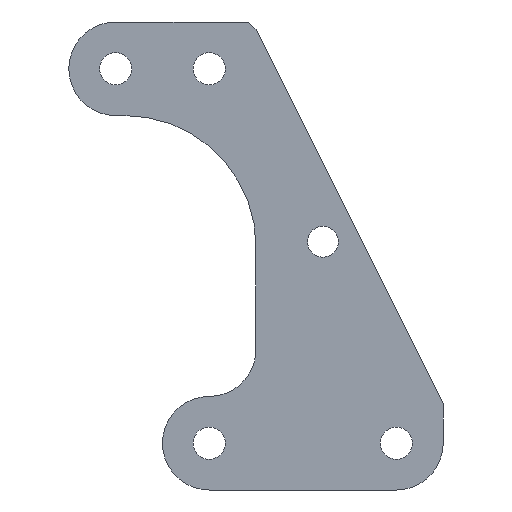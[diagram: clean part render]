
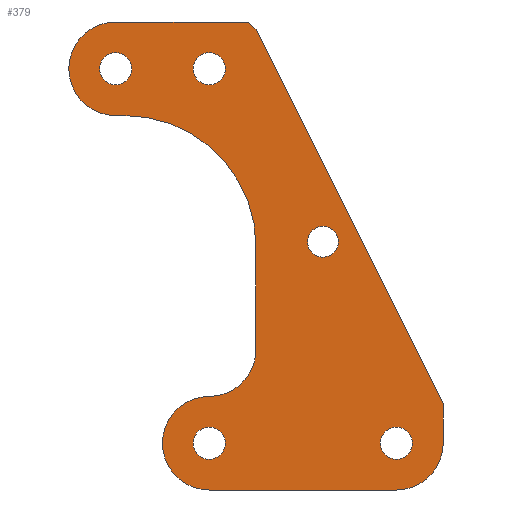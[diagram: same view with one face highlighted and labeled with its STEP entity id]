
A CAD part, front view. The second image highlights one B-rep face of the part: STEP entity #379.
In plain terms, the highlighted planar face has unit normal (0, -1, 0).
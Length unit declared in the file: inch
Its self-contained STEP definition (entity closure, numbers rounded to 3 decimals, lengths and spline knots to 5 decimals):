
#20=FACE_BOUND('',#77,.T.);
#21=FACE_BOUND('',#78,.T.);
#22=FACE_BOUND('',#79,.T.);
#23=FACE_BOUND('',#80,.T.);
#24=FACE_BOUND('',#81,.T.);
#33=PLANE('',#440);
#52=FACE_OUTER_BOUND('',#76,.T.);
#76=EDGE_LOOP('',(#334,#335,#336,#337,#338,#339,#340,#341,#342,#343,#344,
#345));
#77=EDGE_LOOP('',(#346));
#78=EDGE_LOOP('',(#347));
#79=EDGE_LOOP('',(#348));
#80=EDGE_LOOP('',(#349));
#81=EDGE_LOOP('',(#350));
#87=LINE('',#586,#118);
#92=LINE('',#600,#123);
#97=LINE('',#618,#128);
#101=LINE('',#630,#132);
#104=LINE('',#636,#135);
#107=LINE('',#642,#138);
#110=LINE('',#648,#141);
#118=VECTOR('',#480,0.3937);
#123=VECTOR('',#493,0.3937);
#128=VECTOR('',#512,0.3937);
#132=VECTOR('',#524,0.3937);
#135=VECTOR('',#529,0.3937);
#138=VECTOR('',#534,0.3937);
#141=VECTOR('',#539,0.3937);
#145=CIRCLE('',#404,0.086);
#147=CIRCLE('',#407,0.086);
#149=CIRCLE('',#410,0.086);
#151=CIRCLE('',#413,0.0825);
#153=CIRCLE('',#416,0.086);
#154=CIRCLE('',#419,0.7);
#156=CIRCLE('',#423,0.25);
#158=CIRCLE('',#426,0.25);
#160=CIRCLE('',#430,0.25);
#162=CIRCLE('',#437,0.25);
#165=VERTEX_POINT('',#556);
#167=VERTEX_POINT('',#562);
#169=VERTEX_POINT('',#568);
#171=VERTEX_POINT('',#574);
#173=VERTEX_POINT('',#580);
#174=VERTEX_POINT('',#584);
#175=VERTEX_POINT('',#585);
#178=VERTEX_POINT('',#593);
#180=VERTEX_POINT('',#599);
#182=VERTEX_POINT('',#605);
#184=VERTEX_POINT('',#611);
#186=VERTEX_POINT('',#617);
#188=VERTEX_POINT('',#623);
#190=VERTEX_POINT('',#629);
#192=VERTEX_POINT('',#635);
#194=VERTEX_POINT('',#641);
#196=VERTEX_POINT('',#647);
#200=EDGE_CURVE('',#165,#165,#145,.T.);
#203=EDGE_CURVE('',#167,#167,#147,.T.);
#206=EDGE_CURVE('',#169,#169,#149,.T.);
#209=EDGE_CURVE('',#171,#171,#151,.T.);
#212=EDGE_CURVE('',#173,#173,#153,.T.);
#213=EDGE_CURVE('',#174,#175,#87,.T.);
#217=EDGE_CURVE('',#178,#174,#154,.T.);
#220=EDGE_CURVE('',#180,#178,#92,.T.);
#223=EDGE_CURVE('',#182,#180,#156,.T.);
#226=EDGE_CURVE('',#184,#182,#158,.T.);
#229=EDGE_CURVE('',#186,#184,#97,.T.);
#232=EDGE_CURVE('',#188,#186,#160,.T.);
#235=EDGE_CURVE('',#190,#188,#101,.T.);
#238=EDGE_CURVE('',#192,#190,#104,.T.);
#241=EDGE_CURVE('',#194,#192,#107,.T.);
#244=EDGE_CURVE('',#196,#194,#110,.T.);
#247=EDGE_CURVE('',#175,#196,#162,.T.);
#334=ORIENTED_EDGE('',*,*,#247,.F.);
#335=ORIENTED_EDGE('',*,*,#213,.F.);
#336=ORIENTED_EDGE('',*,*,#217,.F.);
#337=ORIENTED_EDGE('',*,*,#220,.F.);
#338=ORIENTED_EDGE('',*,*,#223,.F.);
#339=ORIENTED_EDGE('',*,*,#226,.F.);
#340=ORIENTED_EDGE('',*,*,#229,.F.);
#341=ORIENTED_EDGE('',*,*,#232,.F.);
#342=ORIENTED_EDGE('',*,*,#235,.F.);
#343=ORIENTED_EDGE('',*,*,#238,.F.);
#344=ORIENTED_EDGE('',*,*,#241,.F.);
#345=ORIENTED_EDGE('',*,*,#244,.F.);
#346=ORIENTED_EDGE('',*,*,#212,.F.);
#347=ORIENTED_EDGE('',*,*,#209,.F.);
#348=ORIENTED_EDGE('',*,*,#206,.F.);
#349=ORIENTED_EDGE('',*,*,#203,.F.);
#350=ORIENTED_EDGE('',*,*,#200,.F.);
#379=ADVANCED_FACE('',(#52,#20,#21,#22,#23,#24),#33,.F.);
#404=AXIS2_PLACEMENT_3D('',#558,#448,#449);
#407=AXIS2_PLACEMENT_3D('',#564,#455,#456);
#410=AXIS2_PLACEMENT_3D('',#570,#462,#463);
#413=AXIS2_PLACEMENT_3D('',#576,#469,#470);
#416=AXIS2_PLACEMENT_3D('',#582,#476,#477);
#419=AXIS2_PLACEMENT_3D('',#594,#486,#487);
#423=AXIS2_PLACEMENT_3D('',#606,#498,#499);
#426=AXIS2_PLACEMENT_3D('',#612,#505,#506);
#430=AXIS2_PLACEMENT_3D('',#624,#517,#518);
#437=AXIS2_PLACEMENT_3D('',#653,#544,#545);
#440=AXIS2_PLACEMENT_3D('',#656,#550,#551);
#448=DIRECTION('center_axis',(0.,-1.,0.));
#449=DIRECTION('ref_axis',(1.,0.,0.));
#455=DIRECTION('center_axis',(0.,-1.,0.));
#456=DIRECTION('ref_axis',(1.,0.,0.));
#462=DIRECTION('center_axis',(0.,-1.,0.));
#463=DIRECTION('ref_axis',(1.,0.,0.));
#469=DIRECTION('center_axis',(0.,-1.,0.));
#470=DIRECTION('ref_axis',(1.,0.,0.));
#476=DIRECTION('center_axis',(0.,-1.,0.));
#477=DIRECTION('ref_axis',(1.,0.,0.));
#480=DIRECTION('',(-1.,0.,0.));
#486=DIRECTION('center_axis',(0.,-1.,0.));
#487=DIRECTION('ref_axis',(0.,0.,-1.));
#493=DIRECTION('',(0.,0.,1.));
#498=DIRECTION('center_axis',(0.,-1.,0.));
#499=DIRECTION('ref_axis',(-1.,0.,0.));
#505=DIRECTION('center_axis',(0.,1.,0.));
#506=DIRECTION('ref_axis',(0.,0.,-1.));
#512=DIRECTION('',(-1.,0.,0.));
#517=DIRECTION('center_axis',(0.,1.,0.));
#518=DIRECTION('ref_axis',(1.,0.,0.));
#524=DIRECTION('',(0.,0.,-1.));
#529=DIRECTION('',(0.447,0.,-0.894));
#534=DIRECTION('',(0.707,0.,-0.707));
#539=DIRECTION('',(1.,0.,0.));
#544=DIRECTION('center_axis',(0.,1.,0.));
#545=DIRECTION('ref_axis',(0.,0.,-1.));
#550=DIRECTION('center_axis',(0.,1.,0.));
#551=DIRECTION('ref_axis',(0.,0.,1.));
#556=CARTESIAN_POINT('',(1.414,0.,-2.));
#558=CARTESIAN_POINT('Origin',(1.5,0.,-2.));
#562=CARTESIAN_POINT('',(0.414,0.,-2.));
#564=CARTESIAN_POINT('Origin',(0.5,0.,-2.));
#568=CARTESIAN_POINT('',(-0.086,0.,0.));
#570=CARTESIAN_POINT('Origin',(0.,0.,0.));
#574=CARTESIAN_POINT('',(1.02484,0.,-0.92394));
#576=CARTESIAN_POINT('Origin',(1.10734,0.,-0.92394));
#580=CARTESIAN_POINT('',(0.414,0.,0.));
#582=CARTESIAN_POINT('Origin',(0.5,0.,0.));
#584=CARTESIAN_POINT('',(0.05,0.,-0.25));
#585=CARTESIAN_POINT('',(0.,0.,-0.25));
#586=CARTESIAN_POINT('',(0.05,0.,-0.25));
#593=CARTESIAN_POINT('',(0.75,0.,-0.95));
#594=CARTESIAN_POINT('Origin',(0.05,0.,-0.95));
#599=CARTESIAN_POINT('',(0.75,0.,-1.5));
#600=CARTESIAN_POINT('',(0.75,0.,-1.5));
#605=CARTESIAN_POINT('',(0.5,0.,-1.75));
#606=CARTESIAN_POINT('Origin',(0.5,0.,-1.5));
#611=CARTESIAN_POINT('',(0.5,0.,-2.25));
#612=CARTESIAN_POINT('Origin',(0.5,0.,-2.));
#617=CARTESIAN_POINT('',(1.5,0.,-2.25));
#618=CARTESIAN_POINT('',(1.5,0.,-2.25));
#623=CARTESIAN_POINT('',(1.75,0.,-2.));
#624=CARTESIAN_POINT('Origin',(1.5,0.,-2.));
#629=CARTESIAN_POINT('',(1.75,0.,-1.79));
#630=CARTESIAN_POINT('',(1.75,0.,-1.79));
#635=CARTESIAN_POINT('',(0.75,0.,0.21));
#636=CARTESIAN_POINT('',(0.75,0.,0.21));
#641=CARTESIAN_POINT('',(0.71,0.,0.25));
#642=CARTESIAN_POINT('',(0.71,0.,0.25));
#647=CARTESIAN_POINT('',(0.,0.,0.25));
#648=CARTESIAN_POINT('',(0.,0.,0.25));
#653=CARTESIAN_POINT('Origin',(0.,0.,0.));
#656=CARTESIAN_POINT('Origin',(0.75,0.,-1.));
